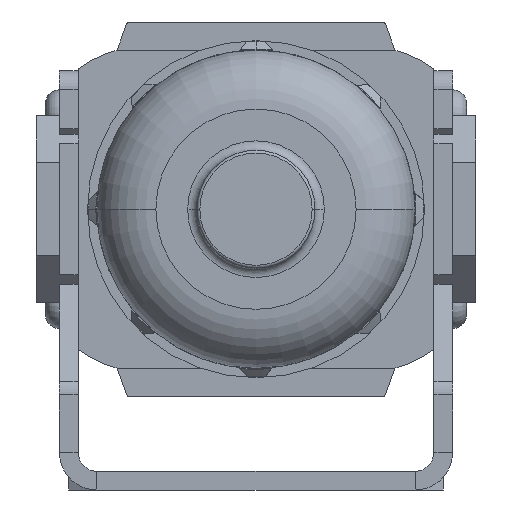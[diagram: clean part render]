
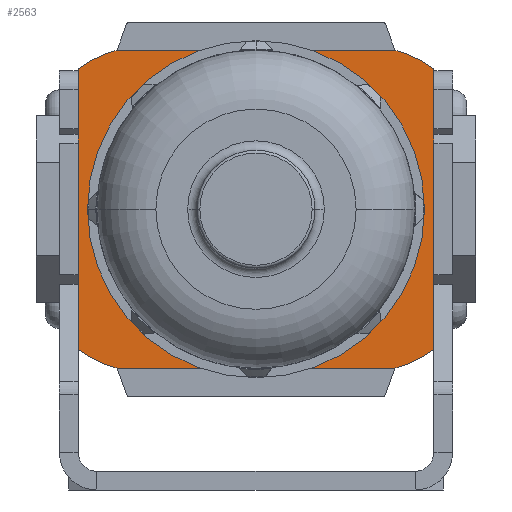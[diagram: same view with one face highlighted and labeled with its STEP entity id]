
A CAD part, front view. The second image highlights one B-rep face of the part: STEP entity #2563.
In plain terms, the highlighted planar face has unit normal (0, -1, 0).
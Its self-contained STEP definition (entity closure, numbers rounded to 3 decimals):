
#428 = EDGE_CURVE ( 'NONE', #6069, #10446, #10832, .T. ) ;
#712 = ORIENTED_EDGE ( 'NONE', *, *, #8508, .T. ) ;
#891 = CARTESIAN_POINT ( 'NONE',  ( -19., -23., 20. ) ) ;
#1093 = CIRCLE ( 'NONE', #10633, 12. ) ;
#1555 = DIRECTION ( 'NONE',  ( -1., 0., 0. ) ) ;
#1593 = CIRCLE ( 'NONE', #12881, 12. ) ;
#2563 = ADVANCED_FACE ( 'NONE', ( #3889 ), #12708, .F. ) ;
#2700 = VERTEX_POINT ( 'NONE', #11429 ) ;
#2707 = CARTESIAN_POINT ( 'NONE',  ( 19., -23., 15. ) ) ;
#3044 = CIRCLE ( 'NONE', #10826, 12. ) ;
#3159 = CARTESIAN_POINT ( 'NONE',  ( -14.842, -23., -17. ) ) ;
#3560 = VECTOR ( 'NONE', #19958, 1000. ) ;
#3637 = DIRECTION ( 'NONE',  ( 0., 1., 0. ) ) ;
#3643 = VERTEX_POINT ( 'NONE', #4933 ) ;
#3889 = FACE_OUTER_BOUND ( 'NONE', #6180, .T. ) ;
#4551 = LINE ( 'NONE', #13706, #3560 ) ;
#4933 = CARTESIAN_POINT ( 'NONE',  ( 14.842, -23., -17. ) ) ;
#4995 = DIRECTION ( 'NONE',  ( -1., 0., 0. ) ) ;
#5149 = VECTOR ( 'NONE', #19172, 1000. ) ;
#5339 = DIRECTION ( 'NONE',  ( 0., 1., 0. ) ) ;
#5449 = CARTESIAN_POINT ( 'NONE',  ( 19., -23., -15. ) ) ;
#6069 = VERTEX_POINT ( 'NONE', #2707 ) ;
#6125 = CARTESIAN_POINT ( 'NONE',  ( 11.817, -23., -5.388 ) ) ;
#6180 = EDGE_LOOP ( 'NONE', ( #19902, #8773, #19910, #17037, #9752, #712, #13840, #13717 ) ) ;
#7140 = EDGE_CURVE ( 'NONE', #3643, #10446, #3044, .T. ) ;
#7159 = EDGE_CURVE ( 'NONE', #2700, #13966, #1593, .T. ) ;
#7665 = DIRECTION ( 'NONE',  ( 1., 0., 0. ) ) ;
#8307 = CARTESIAN_POINT ( 'NONE',  ( 19., -23., 17. ) ) ;
#8508 = EDGE_CURVE ( 'NONE', #12134, #2700, #11962, .T. ) ;
#8773 = ORIENTED_EDGE ( 'NONE', *, *, #12113, .T. ) ;
#9370 = VERTEX_POINT ( 'NONE', #12211 ) ;
#9752 = ORIENTED_EDGE ( 'NONE', *, *, #15994, .F. ) ;
#10446 = VERTEX_POINT ( 'NONE', #5449 ) ;
#10633 = AXIS2_PLACEMENT_3D ( 'NONE', #12880, #3637, #14450 ) ;
#10807 = DIRECTION ( 'NONE',  ( 0., -1., 0. ) ) ;
#10826 = AXIS2_PLACEMENT_3D ( 'NONE', #6125, #17004, #7665 ) ;
#10832 = LINE ( 'NONE', #17676, #11296 ) ;
#11296 = VECTOR ( 'NONE', #16117, 1000. ) ;
#11429 = CARTESIAN_POINT ( 'NONE',  ( -14.842, -23., 17. ) ) ;
#11537 = LINE ( 'NONE', #891, #15230 ) ;
#11962 = LINE ( 'NONE', #8307, #5149 ) ;
#12113 = EDGE_CURVE ( 'NONE', #18444, #3643, #4551, .T. ) ;
#12134 = VERTEX_POINT ( 'NONE', #18406 ) ;
#12211 = CARTESIAN_POINT ( 'NONE',  ( -19., -23., -15. ) ) ;
#12536 = EDGE_CURVE ( 'NONE', #13966, #9370, #11537, .T. ) ;
#12708 = PLANE ( 'NONE',  #15238 ) ;
#12880 = CARTESIAN_POINT ( 'NONE',  ( -11.817, -23., -5.388 ) ) ;
#12881 = AXIS2_PLACEMENT_3D ( 'NONE', #20107, #10807, #1555 ) ;
#12938 = AXIS2_PLACEMENT_3D ( 'NONE', #14623, #5339, #16191 ) ;
#13706 = CARTESIAN_POINT ( 'NONE',  ( 19., -23., -17. ) ) ;
#13717 = ORIENTED_EDGE ( 'NONE', *, *, #12536, .T. ) ;
#13734 = CARTESIAN_POINT ( 'NONE',  ( -19., -23., 15. ) ) ;
#13840 = ORIENTED_EDGE ( 'NONE', *, *, #7159, .T. ) ;
#13966 = VERTEX_POINT ( 'NONE', #13734 ) ;
#14274 = DIRECTION ( 'NONE',  ( 0., 1., 0. ) ) ;
#14450 = DIRECTION ( 'NONE',  ( -1., 0., 0. ) ) ;
#14623 = CARTESIAN_POINT ( 'NONE',  ( 11.817, -23., 5.388 ) ) ;
#14963 = EDGE_CURVE ( 'NONE', #18444, #9370, #1093, .T. ) ;
#15230 = VECTOR ( 'NONE', #19443, 1000. ) ;
#15238 = AXIS2_PLACEMENT_3D ( 'NONE', #17338, #14274, #4995 ) ;
#15994 = EDGE_CURVE ( 'NONE', #12134, #6069, #16957, .T. ) ;
#16117 = DIRECTION ( 'NONE',  ( 0., 0., -1. ) ) ;
#16191 = DIRECTION ( 'NONE',  ( 1., 0., 0. ) ) ;
#16957 = CIRCLE ( 'NONE', #12938, 12. ) ;
#17004 = DIRECTION ( 'NONE',  ( 0., -1., 0. ) ) ;
#17037 = ORIENTED_EDGE ( 'NONE', *, *, #428, .F. ) ;
#17338 = CARTESIAN_POINT ( 'NONE',  ( 19., -23., 20. ) ) ;
#17676 = CARTESIAN_POINT ( 'NONE',  ( 19., -23., 20. ) ) ;
#18406 = CARTESIAN_POINT ( 'NONE',  ( 14.842, -23., 17. ) ) ;
#18444 = VERTEX_POINT ( 'NONE', #3159 ) ;
#19172 = DIRECTION ( 'NONE',  ( -1., 0., 0. ) ) ;
#19443 = DIRECTION ( 'NONE',  ( 0., 0., -1. ) ) ;
#19902 = ORIENTED_EDGE ( 'NONE', *, *, #14963, .F. ) ;
#19910 = ORIENTED_EDGE ( 'NONE', *, *, #7140, .T. ) ;
#19958 = DIRECTION ( 'NONE',  ( 1., 0., 0. ) ) ;
#20107 = CARTESIAN_POINT ( 'NONE',  ( -11.817, -23., 5.388 ) ) ;
